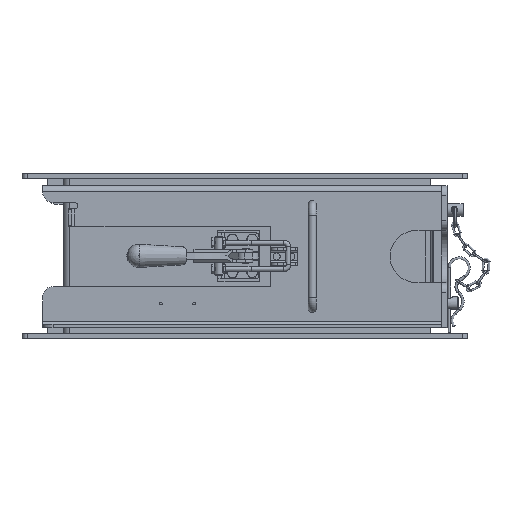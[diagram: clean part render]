
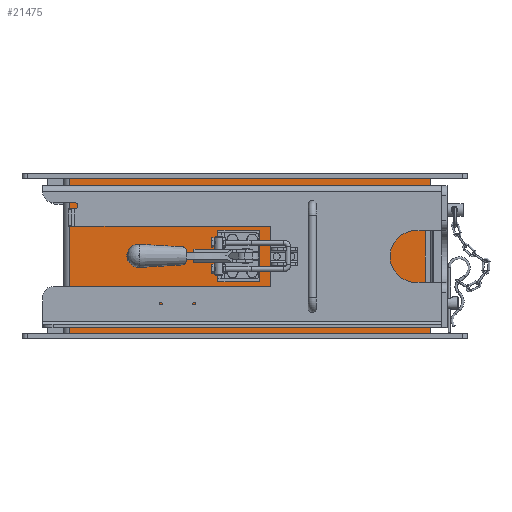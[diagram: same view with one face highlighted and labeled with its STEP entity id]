
A CAD part, left-side view. The second image highlights one B-rep face of the part: STEP entity #21475.
In plain terms, the highlighted planar face has unit normal (-1, 0, 0).
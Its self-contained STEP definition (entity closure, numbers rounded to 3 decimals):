
#1562=LINE('',#41275,#2602);
#1566=LINE('',#41282,#2606);
#1569=LINE('',#41288,#2609);
#1571=LINE('',#41291,#2611);
#1592=LINE('',#41355,#2632);
#1601=LINE('',#41386,#2641);
#1611=LINE('',#41416,#2651);
#1614=LINE('',#41425,#2654);
#1617=LINE('',#41431,#2657);
#1645=LINE('',#41506,#2685);
#1654=LINE('',#41576,#2694);
#1655=LINE('',#41577,#2695);
#2602=VECTOR('',#28852,10.);
#2606=VECTOR('',#28858,10.);
#2609=VECTOR('',#28863,10.);
#2611=VECTOR('',#28867,10.);
#2632=VECTOR('',#28924,10.);
#2641=VECTOR('',#28951,10.);
#2651=VECTOR('',#28977,10.);
#2654=VECTOR('',#28984,10.);
#2657=VECTOR('',#28993,10.);
#2685=VECTOR('',#29075,10.);
#2694=VECTOR('',#29152,10.);
#2695=VECTOR('',#29153,10.);
#3286=PLANE('',#23767);
#4349=FACE_BOUND('',#7472,.T.);
#4350=FACE_BOUND('',#7473,.T.);
#5640=FACE_OUTER_BOUND('',#7471,.T.);
#7471=EDGE_LOOP('',(#18017,#18018,#18019,#18020,#18021,#18022,#18023,#18024));
#7472=EDGE_LOOP('',(#18025,#18026,#18027,#18028));
#7473=EDGE_LOOP('',(#18029));
#8858=CIRCLE('',#23661,5.);
#10599=VERTEX_POINT('',#41265);
#10602=VERTEX_POINT('',#41272);
#10603=VERTEX_POINT('',#41274);
#10605=VERTEX_POINT('',#41280);
#10607=VERTEX_POINT('',#41286);
#10631=VERTEX_POINT('',#41353);
#10632=VERTEX_POINT('',#41354);
#10645=VERTEX_POINT('',#41384);
#10648=VERTEX_POINT('',#41395);
#10657=VERTEX_POINT('',#41414);
#10661=VERTEX_POINT('',#41423);
#10681=VERTEX_POINT('',#41505);
#10708=VERTEX_POINT('',#41575);
#13101=EDGE_CURVE('',#10599,#10599,#8858,.T.);
#13104=EDGE_CURVE('',#10603,#10602,#1562,.T.);
#13108=EDGE_CURVE('',#10602,#10605,#1566,.T.);
#13111=EDGE_CURVE('',#10605,#10607,#1569,.T.);
#13113=EDGE_CURVE('',#10607,#10603,#1571,.T.);
#13142=EDGE_CURVE('',#10631,#10632,#1592,.T.);
#13158=EDGE_CURVE('',#10645,#10631,#1601,.T.);
#13173=EDGE_CURVE('',#10645,#10657,#1611,.T.);
#13178=EDGE_CURVE('',#10648,#10661,#1614,.T.);
#13181=EDGE_CURVE('',#10632,#10661,#1617,.T.);
#13218=EDGE_CURVE('',#10648,#10681,#1645,.T.);
#13252=EDGE_CURVE('',#10708,#10657,#1654,.T.);
#13253=EDGE_CURVE('',#10681,#10708,#1655,.T.);
#18017=ORIENTED_EDGE('',*,*,#13218,.F.);
#18018=ORIENTED_EDGE('',*,*,#13178,.T.);
#18019=ORIENTED_EDGE('',*,*,#13181,.F.);
#18020=ORIENTED_EDGE('',*,*,#13142,.F.);
#18021=ORIENTED_EDGE('',*,*,#13158,.F.);
#18022=ORIENTED_EDGE('',*,*,#13173,.T.);
#18023=ORIENTED_EDGE('',*,*,#13252,.F.);
#18024=ORIENTED_EDGE('',*,*,#13253,.F.);
#18025=ORIENTED_EDGE('',*,*,#13104,.T.);
#18026=ORIENTED_EDGE('',*,*,#13108,.T.);
#18027=ORIENTED_EDGE('',*,*,#13111,.T.);
#18028=ORIENTED_EDGE('',*,*,#13113,.T.);
#18029=ORIENTED_EDGE('',*,*,#13101,.T.);
#21475=ADVANCED_FACE('',(#5640,#4349,#4350),#3286,.T.);
#23661=AXIS2_PLACEMENT_3D('',#41266,#28844,#28845);
#23767=AXIS2_PLACEMENT_3D('',#41574,#29150,#29151);
#28844=DIRECTION('center_axis',(1.,0.,0.));
#28845=DIRECTION('ref_axis',(0.,1.,0.));
#28852=DIRECTION('',(0.,0.,1.));
#28858=DIRECTION('',(0.,-1.,0.));
#28863=DIRECTION('',(0.,0.,-1.));
#28867=DIRECTION('',(0.,1.,0.));
#28924=DIRECTION('',(0.,0.,-1.));
#28951=DIRECTION('',(0.,1.,0.));
#28977=DIRECTION('',(0.,0.,1.));
#28984=DIRECTION('',(0.,0.,1.));
#28993=DIRECTION('',(0.,-1.,0.));
#29075=DIRECTION('',(0.,1.,0.));
#29150=DIRECTION('center_axis',(-1.,0.,0.));
#29151=DIRECTION('ref_axis',(0.,0.,1.));
#29152=DIRECTION('',(0.,-1.,0.));
#29153=DIRECTION('',(0.,0.,1.));
#41265=CARTESIAN_POINT('',(-176.,-99.,140.));
#41266=CARTESIAN_POINT('Origin',(-176.,-94.,140.));
#41272=CARTESIAN_POINT('',(-176.,26.,105.));
#41274=CARTESIAN_POINT('',(-176.,26.,55.));
#41275=CARTESIAN_POINT('',(-176.,26.,107.5));
#41280=CARTESIAN_POINT('',(-176.,-14.,105.));
#41282=CARTESIAN_POINT('',(-176.,100.5,105.));
#41286=CARTESIAN_POINT('',(-176.,-14.,55.));
#41288=CARTESIAN_POINT('',(-176.,-14.,132.5));
#41291=CARTESIAN_POINT('',(-176.,80.5,55.));
#41353=CARTESIAN_POINT('',(-176.,-174.,145.2));
#41354=CARTESIAN_POINT('',(-176.,-174.,14.8));
#41355=CARTESIAN_POINT('',(-176.,-174.,160.));
#41384=CARTESIAN_POINT('',(-176.,-179.,145.2));
#41386=CARTESIAN_POINT('',(-176.,-174.,145.2));
#41395=CARTESIAN_POINT('',(-176.,-179.,5.));
#41414=CARTESIAN_POINT('',(-176.,-179.,155.));
#41416=CARTESIAN_POINT('',(-176.,-179.,145.));
#41423=CARTESIAN_POINT('',(-176.,-179.,14.8));
#41425=CARTESIAN_POINT('',(-176.,-179.,0.));
#41431=CARTESIAN_POINT('',(-176.,-174.,14.8));
#41505=CARTESIAN_POINT('',(-176.,169.,5.));
#41506=CARTESIAN_POINT('',(-176.,-89.5,5.));
#41574=CARTESIAN_POINT('Origin',(-176.,175.,160.));
#41575=CARTESIAN_POINT('',(-176.,169.,155.));
#41576=CARTESIAN_POINT('',(-176.,-87.,155.));
#41577=CARTESIAN_POINT('',(-176.,169.,160.));
